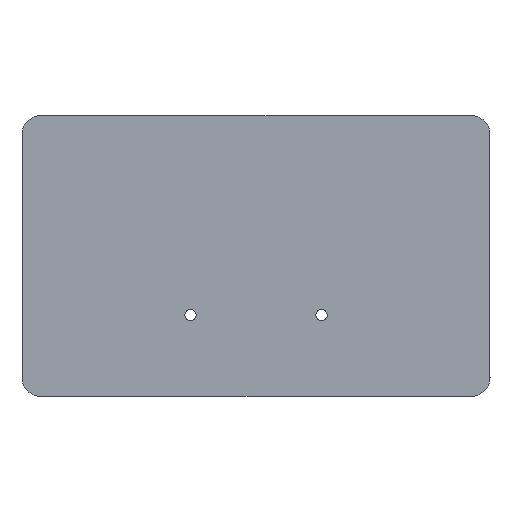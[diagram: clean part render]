
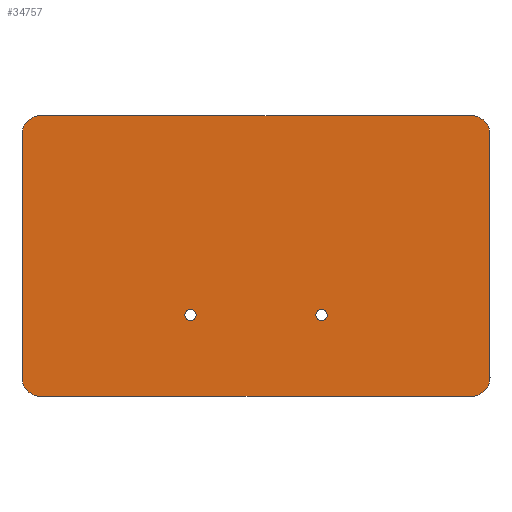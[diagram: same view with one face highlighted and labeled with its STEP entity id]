
A CAD part, front view. The second image highlights one B-rep face of the part: STEP entity #34757.
In plain terms, the highlighted planar face has unit normal (0, -1, 0).
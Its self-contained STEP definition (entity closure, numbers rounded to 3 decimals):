
#4700=DIRECTION('',(0.,0.,-1.));
#4701=VECTOR('',#4700,130.);
#4702=CARTESIAN_POINT('',(-125.008,-1.001,
352.493));
#4703=LINE('',#4702,#4701);
#4704=CARTESIAN_POINT('',(-114.998,-1.001,
222.494));
#4705=DIRECTION('',(0.,1.,0.));
#4706=DIRECTION('',(0.,0.,-1.));
#4707=AXIS2_PLACEMENT_3D('',#4704,#4705,#4706);
#4709=CARTESIAN_POINT('',(-115.008,-1.001,
352.494));
#4710=DIRECTION('',(0.,1.,0.));
#4711=DIRECTION('',(-1.,0.,0.));
#4712=AXIS2_PLACEMENT_3D('',#4709,#4710,#4711);
#4714=CARTESIAN_POINT('',(114.992,-1.001,352.513));
#4715=DIRECTION('',(0.,1.,0.));
#4716=DIRECTION('',(0.,0.,1.));
#4717=AXIS2_PLACEMENT_3D('',#4714,#4715,#4716);
#4719=CARTESIAN_POINT('',(115.002,-1.001,222.513));
#4720=DIRECTION('',(0.,1.,0.));
#4721=DIRECTION('',(1.,0.,0.));
#4722=AXIS2_PLACEMENT_3D('',#4719,#4720,#4721);
#4724=CARTESIAN_POINT('',(-35.,-1.001,
256.001));
#4725=DIRECTION('',(0.,-1.,0.));
#4726=DIRECTION('',(0.878,0.,-0.479));
#4727=AXIS2_PLACEMENT_3D('',#4724,#4725,#4726);
#4729=CARTESIAN_POINT('',(-35.,-1.001,
256.001));
#4730=DIRECTION('',(0.,-1.,0.));
#4731=DIRECTION('',(-0.878,0.,0.479));
#4732=AXIS2_PLACEMENT_3D('',#4729,#4730,#4731);
#4734=CARTESIAN_POINT('',(-35.,-1.001,
256.001));
#4735=DIRECTION('',(0.,-1.,0.));
#4736=DIRECTION('',(-1.,0.,0.));
#4737=AXIS2_PLACEMENT_3D('',#4734,#4735,#4736);
#4739=CARTESIAN_POINT('',(35.,-1.001,256.006));
#4740=DIRECTION('',(0.,-1.,0.));
#4741=DIRECTION('',(-0.878,0.,-0.479));
#4742=AXIS2_PLACEMENT_3D('',#4739,#4740,#4741);
#4744=CARTESIAN_POINT('',(35.,-1.001,256.006));
#4745=DIRECTION('',(0.,-1.,0.));
#4746=DIRECTION('',(0.878,0.,0.479));
#4747=AXIS2_PLACEMENT_3D('',#4744,#4745,#4746);
#4749=CARTESIAN_POINT('',(35.,-1.001,256.006));
#4750=DIRECTION('',(0.,-1.,0.));
#4751=DIRECTION('',(-1.,0.,0.));
#4752=AXIS2_PLACEMENT_3D('',#4749,#4750,#4751);
#4762=DIRECTION('',(-1.,0.,0.));
#4763=VECTOR('',#4762,230.);
#4764=CARTESIAN_POINT('',(114.991,-1.001,362.513));
#4765=LINE('',#4764,#4763);
#4774=DIRECTION('',(0.,0.,1.));
#4775=VECTOR('',#4774,130.);
#4776=CARTESIAN_POINT('',(125.002,-1.001,222.514));
#4777=LINE('',#4776,#4775);
#4798=DIRECTION('',(1.,0.,0.));
#4799=VECTOR('',#4798,230.);
#4800=CARTESIAN_POINT('',(-114.997,-1.001,
212.494));
#4801=LINE('',#4800,#4799);
#24800=CARTESIAN_POINT('',(37.632,-1.001,
257.445));
#24802=VERTEX_POINT('',#24800);
#24804=CARTESIAN_POINT('',(-114.997,-1.001,
212.494));
#24805=CARTESIAN_POINT('',(-124.998,-1.001,
222.493));
#24806=VERTEX_POINT('',#24804);
#24807=VERTEX_POINT('',#24805);
#24808=CARTESIAN_POINT('',(-125.008,-1.001,
352.493));
#24809=VERTEX_POINT('',#24808);
#24810=CARTESIAN_POINT('',(-115.009,-1.001,
362.494));
#24811=VERTEX_POINT('',#24810);
#24812=CARTESIAN_POINT('',(114.991,-1.001,
362.513));
#24813=VERTEX_POINT('',#24812);
#24814=CARTESIAN_POINT('',(124.992,-1.001,
352.514));
#24815=VERTEX_POINT('',#24814);
#24816=CARTESIAN_POINT('',(125.002,-1.001,
222.514));
#24817=VERTEX_POINT('',#24816);
#24818=CARTESIAN_POINT('',(115.003,-1.001,
212.513));
#24819=VERTEX_POINT('',#24818);
#24820=CARTESIAN_POINT('',(-32.367,-1.001,
254.562));
#24821=CARTESIAN_POINT('',(-37.633,-1.001,
257.439));
#24822=VERTEX_POINT('',#24820);
#24823=VERTEX_POINT('',#24821);
#24824=CARTESIAN_POINT('',(-38.,-1.001,
256.));
#24825=VERTEX_POINT('',#24824);
#24826=CARTESIAN_POINT('',(32.367,-1.001,
254.568));
#24827=VERTEX_POINT('',#24826);
#24828=CARTESIAN_POINT('',(32.,-1.001,
256.006));
#24829=VERTEX_POINT('',#24828);
#34720=CARTESIAN_POINT('',(-0.003,-1.001,
287.503));
#34721=DIRECTION('',(0.,1.,0.));
#34722=DIRECTION('',(-1.,0.,0.));
#34723=AXIS2_PLACEMENT_3D('',#34720,#34721,#34722);
#34724=PLANE('',#34723);
#34725=ORIENTED_EDGE('',*,*,#34704,.T.);
#34726=ORIENTED_EDGE('',*,*,#34687,.F.);
#34728=ORIENTED_EDGE('',*,*,#34727,.T.);
#34730=ORIENTED_EDGE('',*,*,#34729,.F.);
#34732=ORIENTED_EDGE('',*,*,#34731,.T.);
#34734=ORIENTED_EDGE('',*,*,#34733,.F.);
#34736=ORIENTED_EDGE('',*,*,#34735,.T.);
#34738=ORIENTED_EDGE('',*,*,#34737,.F.);
#34739=EDGE_LOOP('',(#34725,#34726,#34728,#34730,#34732,#34734,#34736,#34738));
#34740=FACE_OUTER_BOUND('',#34739,.F.);
#34742=ORIENTED_EDGE('',*,*,#34741,.T.);
#34744=ORIENTED_EDGE('',*,*,#34743,.T.);
#34746=ORIENTED_EDGE('',*,*,#34745,.T.);
#34747=EDGE_LOOP('',(#34742,#34744,#34746));
#34748=FACE_BOUND('',#34747,.F.);
#34750=ORIENTED_EDGE('',*,*,#34749,.T.);
#34752=ORIENTED_EDGE('',*,*,#34751,.T.);
#34754=ORIENTED_EDGE('',*,*,#34753,.T.);
#34755=EDGE_LOOP('',(#34750,#34752,#34754));
#34756=FACE_BOUND('',#34755,.F.);
#4708=CIRCLE('',#4707,10.);
#4713=CIRCLE('',#4712,10.);
#4718=CIRCLE('',#4717,10.);
#4723=CIRCLE('',#4722,10.);
#4728=CIRCLE('',#4727,3.);
#4733=CIRCLE('',#4732,3.);
#4738=CIRCLE('',#4737,3.);
#4743=CIRCLE('',#4742,3.);
#4748=CIRCLE('',#4747,3.);
#4753=CIRCLE('',#4752,3.);
#34687=EDGE_CURVE('',#24809,#24807,#4703,.T.);
#34704=EDGE_CURVE('',#24806,#24807,#4708,.T.);
#34727=EDGE_CURVE('',#24809,#24811,#4713,.T.);
#34729=EDGE_CURVE('',#24813,#24811,#4765,.T.);
#34731=EDGE_CURVE('',#24813,#24815,#4718,.T.);
#34733=EDGE_CURVE('',#24817,#24815,#4777,.T.);
#34735=EDGE_CURVE('',#24817,#24819,#4723,.T.);
#34737=EDGE_CURVE('',#24806,#24819,#4801,.T.);
#34741=EDGE_CURVE('',#24822,#24823,#4728,.T.);
#34743=EDGE_CURVE('',#24823,#24825,#4733,.T.);
#34745=EDGE_CURVE('',#24825,#24822,#4738,.T.);
#34749=EDGE_CURVE('',#24827,#24802,#4743,.T.);
#34751=EDGE_CURVE('',#24802,#24829,#4748,.T.);
#34753=EDGE_CURVE('',#24829,#24827,#4753,.T.);
#34757=ADVANCED_FACE('',(#34740,#34748,#34756),#34724,.F.);
